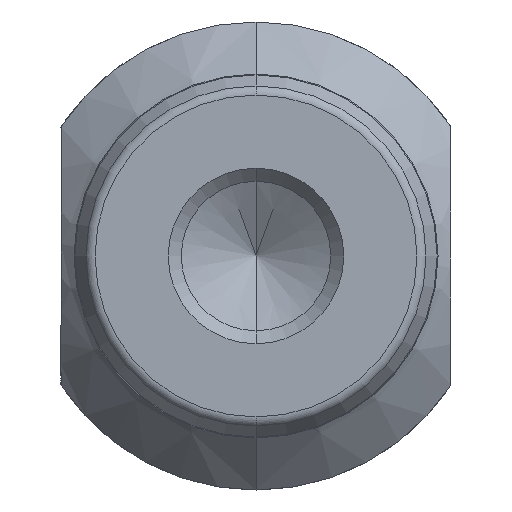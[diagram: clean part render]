
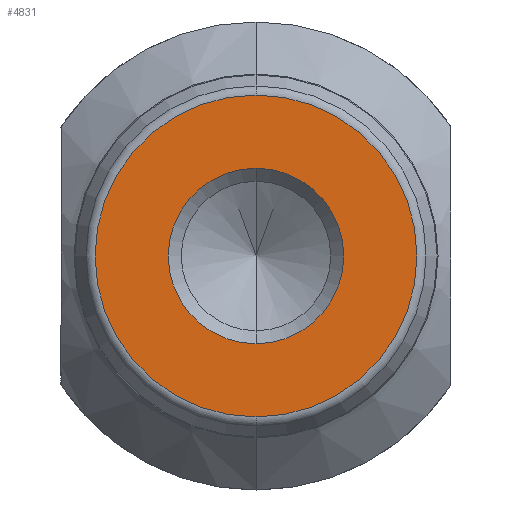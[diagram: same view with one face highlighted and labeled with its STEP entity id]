
A CAD part, left-side view. The second image highlights one B-rep face of the part: STEP entity #4831.
In plain terms, the highlighted planar face has unit normal (-1, 0, 0).
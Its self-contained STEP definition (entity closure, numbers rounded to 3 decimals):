
#41 = AXIS2_PLACEMENT_3D ( 'NONE', #463, #3521, #907 ) ;
#104 = CARTESIAN_POINT ( 'NONE',  ( 0., 0., 6.75 ) ) ;
#123 = DIRECTION ( 'NONE',  ( 0., 0., -1. ) ) ;
#160 = DIRECTION ( 'NONE',  ( -1., 0., 0. ) ) ;
#171 = FACE_BOUND ( 'NONE', #1785, .T. ) ;
#222 = DIRECTION ( 'NONE',  ( 1., 0., 0. ) ) ;
#258 = VERTEX_POINT ( 'NONE', #1685 ) ;
#463 = CARTESIAN_POINT ( 'NONE',  ( 0., 0., 0. ) ) ;
#495 = CARTESIAN_POINT ( 'NONE',  ( 0., 0., 0. ) ) ;
#505 = ORIENTED_EDGE ( 'NONE', *, *, #2531, .T. ) ;
#888 = DIRECTION ( 'NONE',  ( 0., 0., -1. ) ) ;
#907 = DIRECTION ( 'NONE',  ( 0., 0., -1. ) ) ;
#1108 = EDGE_LOOP ( 'NONE', ( #2694, #1560 ) ) ;
#1195 = CIRCLE ( 'NONE', #41, 12.383 ) ;
#1232 = AXIS2_PLACEMENT_3D ( 'NONE', #4580, #1960, #5005 ) ;
#1451 = CARTESIAN_POINT ( 'NONE',  ( 0., 0., 12.383 ) ) ;
#1560 = ORIENTED_EDGE ( 'NONE', *, *, #4847, .T. ) ;
#1571 = CIRCLE ( 'NONE', #1232, 6.75 ) ;
#1685 = CARTESIAN_POINT ( 'NONE',  ( 0., 0., -6.75 ) ) ;
#1785 = EDGE_LOOP ( 'NONE', ( #505, #3885 ) ) ;
#1900 = VERTEX_POINT ( 'NONE', #104 ) ;
#1959 = EDGE_CURVE ( 'NONE', #2024, #5514, #2910, .T. ) ;
#1960 = DIRECTION ( 'NONE',  ( 1., 0., 0. ) ) ;
#2024 = VERTEX_POINT ( 'NONE', #5299 ) ;
#2390 = CIRCLE ( 'NONE', #3099, 6.75 ) ;
#2531 = EDGE_CURVE ( 'NONE', #1900, #258, #1571, .T. ) ;
#2633 = CARTESIAN_POINT ( 'NONE',  ( 0., 0., -12.845 ) ) ;
#2694 = ORIENTED_EDGE ( 'NONE', *, *, #1959, .T. ) ;
#2830 = CARTESIAN_POINT ( 'NONE',  ( 0., 0., 0. ) ) ;
#2910 = CIRCLE ( 'NONE', #3186, 12.383 ) ;
#3099 = AXIS2_PLACEMENT_3D ( 'NONE', #2830, #222, #3262 ) ;
#3186 = AXIS2_PLACEMENT_3D ( 'NONE', #495, #160, #123 ) ;
#3262 = DIRECTION ( 'NONE',  ( 0., 0., -1. ) ) ;
#3459 = PLANE ( 'NONE',  #5436 ) ;
#3500 = DIRECTION ( 'NONE',  ( 1., 0., 0. ) ) ;
#3510 = FACE_OUTER_BOUND ( 'NONE', #1108, .T. ) ;
#3521 = DIRECTION ( 'NONE',  ( -1., 0., 0. ) ) ;
#3811 = EDGE_CURVE ( 'NONE', #258, #1900, #2390, .T. ) ;
#3885 = ORIENTED_EDGE ( 'NONE', *, *, #3811, .T. ) ;
#4580 = CARTESIAN_POINT ( 'NONE',  ( 0., 0., 0. ) ) ;
#4831 = ADVANCED_FACE ( 'NONE', ( #171, #3510 ), #3459, .F. ) ;
#4847 = EDGE_CURVE ( 'NONE', #5514, #2024, #1195, .T. ) ;
#5005 = DIRECTION ( 'NONE',  ( 0., 0., -1. ) ) ;
#5299 = CARTESIAN_POINT ( 'NONE',  ( 0., 0., -12.383 ) ) ;
#5436 = AXIS2_PLACEMENT_3D ( 'NONE', #2633, #3500, #888 ) ;
#5514 = VERTEX_POINT ( 'NONE', #1451 ) ;
